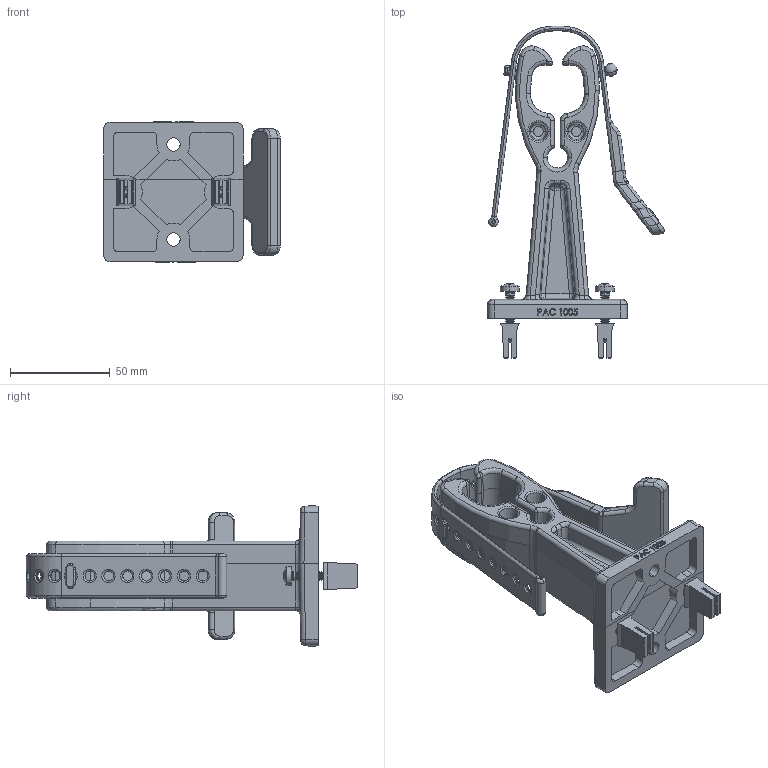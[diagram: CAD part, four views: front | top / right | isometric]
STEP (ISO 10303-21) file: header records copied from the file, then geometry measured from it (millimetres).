
FILE_DESCRIPTION (( 'STEP AP203' ), '1' );
FILE_NAME ('1005.STEP', '2012-05-02T17:30:39', ( 'jgonzalez' ), ( '' ), 'SwSTEP 2.0', 'SolidWorks 2010', '' );
FILE_SCHEMA (( 'CONFIG_CONTROL_DESIGN' ));
Products named in the file (8): 1005; 1005P; 4016 (in use); 7028; 7016; 2059_#10; 2046
Assembly tree (10 placements, depth 3):
  1005
    1005P
      1005P
      4016 (in use)
    7028
      7016  x2
      2059_#10  x2
      2046  x2
Bounding box: 88.52 x 166.41 x 70.64 mm (x, y, z)
Volume: 142077.3 mm3; surface area: 66347.9 mm2
Topology: 30 solids, 30 shells, 1312 faces, 3156 edges, 1916 vertices
Faces by surface type: plane 375, cone 288, cylinder 256, bspline 233, torus 148, sphere 12
Entity records: 50073 total; most frequent: CARTESIAN_POINT 24825, ORIENTED_EDGE 5286, DIRECTION 4783, EDGE_CURVE 2643, AXIS2_PLACEMENT_3D 1820, VERTEX_POINT 1622, EDGE_LOOP 1181, LINE 1143
